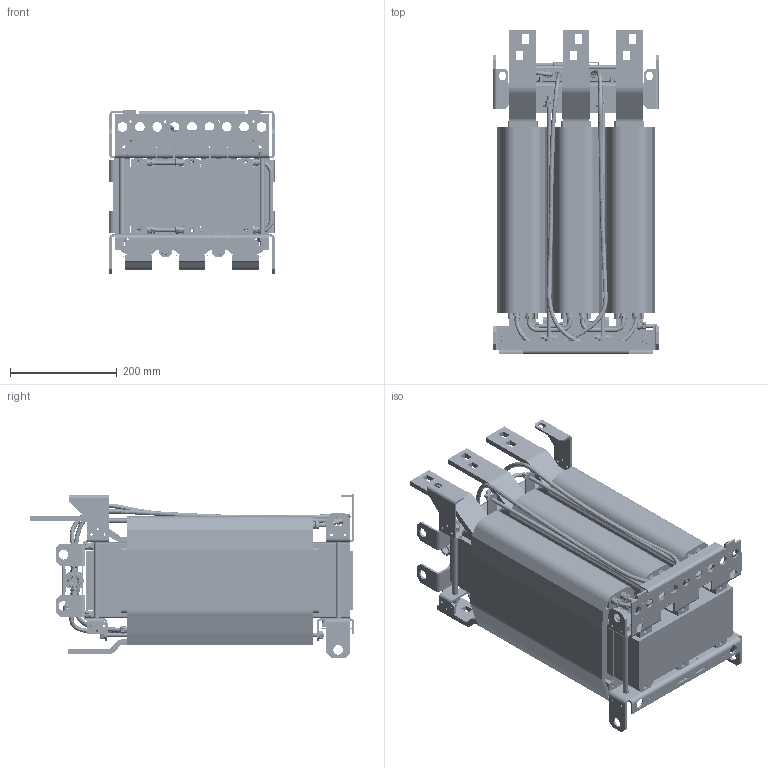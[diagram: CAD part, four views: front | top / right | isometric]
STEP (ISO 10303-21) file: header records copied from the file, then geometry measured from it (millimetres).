
FILE_DESCRIPTION(/* description */ (''),/* implementation_level */ '2;1');
FILE_NAME(/* name */ 'DPD02260.stp',/* time_stamp */ '2023-03-13T14:20:57+02:00',/* author */ (''),/* organization */ (''),/* preprocessor_version */ 'ST-DEVELOPER v16.7',/* originating_system */ 'SIEMENS PLM Software NX 1892',/* authorisation */ '');
FILE_SCHEMA (('AUTOMOTIVE_DESIGN { 1 0 10303 214 3 1 1 1 }'));
Products named in the file (1): U3193C6C63D8b3iz
Bounding box: 309 x 607.2 x 308.5 mm (x, y, z)
Volume: 25343383.8 mm3; surface area: 6357239 mm2
Topology: 203 solids, 203 shells, 6362 faces, 16446 edges, 10698 vertices
Faces by surface type: plane 3800, cylinder 1850, cone 509, torus 134, bspline 65, sphere 2, extrusion 2
Full cylindrical faces by diameter (mm): 1 x15, 3.3 x7, 3.6 x5, 4 x5, 4.1 x2, 4.134 x4, 4.2 x6, 4.5 x24, 4.8 x30, 5 x5, 5.3 x4, 6 x30, 6.4 x2, 6.5 x4, 6.6 x3, 6.647 x8, 6.8 x2, 6.94 x6, 7 x24, 7.12 x9, 7.2 x3, 8 x43, 8.2 x3, 8.3 x32, 8.376 x4, 8.4 x8, 8.5 x30, 8.566 x30, 8.8 x24, 9 x8
Entity records: 230238 total; most frequent: CARTESIAN_POINT 52210, ORIENTED_EDGE 30506, DIRECTION 29392, EDGE_CURVE 15253, VERTEX_POINT 10411, AXIS2_PLACEMENT_3D 10089, VECTOR 9214, LINE 9212
